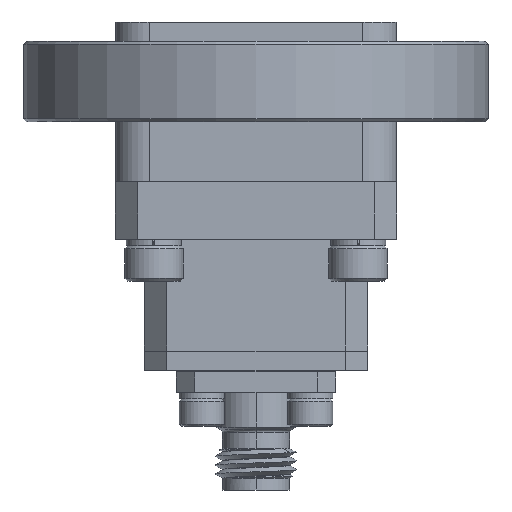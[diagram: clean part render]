
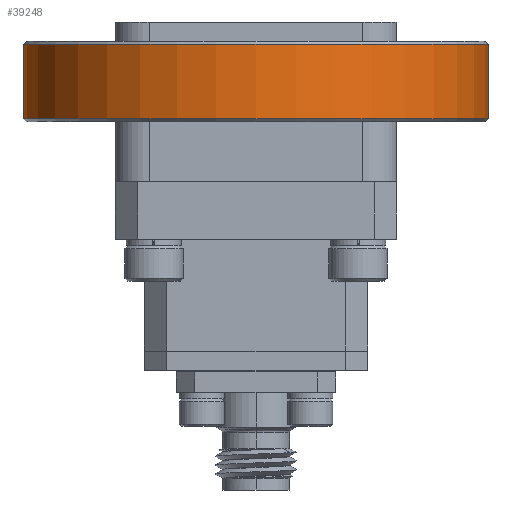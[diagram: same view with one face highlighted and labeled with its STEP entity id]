
A CAD part, front view. The second image highlights one B-rep face of the part: STEP entity #39248.
In plain terms, the highlighted cylindrical face has radius 18.479 mm (diameter 36.957 mm), a partial arc.
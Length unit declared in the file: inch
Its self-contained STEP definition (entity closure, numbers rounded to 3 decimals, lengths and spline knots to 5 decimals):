
#405 = AXIS2_PLACEMENT_3D ( 'NONE', #6191, #30382, #37567 ) ;
#2577 = DIRECTION ( 'NONE',  ( -1., 0., 0. ) ) ;
#3884 = AXIS2_PLACEMENT_3D ( 'NONE', #10623, #6597, #2577 ) ;
#5145 = EDGE_CURVE ( 'NONE', #7720, #33948, #16736, .T. ) ;
#5677 = CYLINDRICAL_SURFACE ( 'NONE', #3884, 0.7275 ) ;
#6191 = CARTESIAN_POINT ( 'NONE',  ( -0.71458, 0.44608, 0.25401 ) ) ;
#6472 = CARTESIAN_POINT ( 'NONE',  ( 0.01292, 0.44608, 0.25401 ) ) ;
#6597 = DIRECTION ( 'NONE',  ( 0., 0., -1. ) ) ;
#7279 = VERTEX_POINT ( 'NONE', #6472 ) ;
#7720 = VERTEX_POINT ( 'NONE', #31643 ) ;
#8471 = CIRCLE ( 'NONE', #405, 0.7275 ) ;
#9578 = DIRECTION ( 'NONE',  ( 0., 0., 1. ) ) ;
#10623 = CARTESIAN_POINT ( 'NONE',  ( -0.71458, 0.44608, 0.26401 ) ) ;
#15037 = ORIENTED_EDGE ( 'NONE', *, *, #5145, .T. ) ;
#15637 = EDGE_CURVE ( 'NONE', #33948, #26748, #37079, .T. ) ;
#16097 = CARTESIAN_POINT ( 'NONE',  ( -1.44208, 0.44608, 0.26401 ) ) ;
#16593 = ORIENTED_EDGE ( 'NONE', *, *, #15637, .T. ) ;
#16736 = LINE ( 'NONE', #16097, #31279 ) ;
#17503 = FACE_OUTER_BOUND ( 'NONE', #28585, .T. ) ;
#19588 = EDGE_CURVE ( 'NONE', #7279, #26748, #31627, .T. ) ;
#22546 = ORIENTED_EDGE ( 'NONE', *, *, #19588, .F. ) ;
#22935 = CARTESIAN_POINT ( 'NONE',  ( -1.44208, 0.44608, 0.02101 ) ) ;
#23749 = ORIENTED_EDGE ( 'NONE', *, *, #37560, .T. ) ;
#24908 = CARTESIAN_POINT ( 'NONE',  ( 0.01292, 0.44608, 0.26401 ) ) ;
#25677 = CARTESIAN_POINT ( 'NONE',  ( 0.01292, 0.44608, 0.02101 ) ) ;
#26748 = VERTEX_POINT ( 'NONE', #25677 ) ;
#28585 = EDGE_LOOP ( 'NONE', ( #22546, #23749, #15037, #16593 ) ) ;
#29926 = DIRECTION ( 'NONE',  ( 0., 0., -1. ) ) ;
#30382 = DIRECTION ( 'NONE',  ( 0., 0., -1. ) ) ;
#31279 = VECTOR ( 'NONE', #29926, 39.37008 ) ;
#31627 = LINE ( 'NONE', #24908, #32716 ) ;
#31643 = CARTESIAN_POINT ( 'NONE',  ( -1.44208, 0.44608, 0.25401 ) ) ;
#32716 = VECTOR ( 'NONE', #35555, 39.37008 ) ;
#33588 = DIRECTION ( 'NONE',  ( 1., 0., 0. ) ) ;
#33948 = VERTEX_POINT ( 'NONE', #22935 ) ;
#35555 = DIRECTION ( 'NONE',  ( 0., 0., -1. ) ) ;
#36686 = AXIS2_PLACEMENT_3D ( 'NONE', #40782, #9578, #33588 ) ;
#37079 = CIRCLE ( 'NONE', #36686, 0.7275 ) ;
#37560 = EDGE_CURVE ( 'NONE', #7279, #7720, #8471, .T. ) ;
#37567 = DIRECTION ( 'NONE',  ( 1., 0., 0. ) ) ;
#39248 = ADVANCED_FACE ( 'NONE', ( #17503 ), #5677, .T. ) ;
#40782 = CARTESIAN_POINT ( 'NONE',  ( -0.71458, 0.44608, 0.02101 ) ) ;
